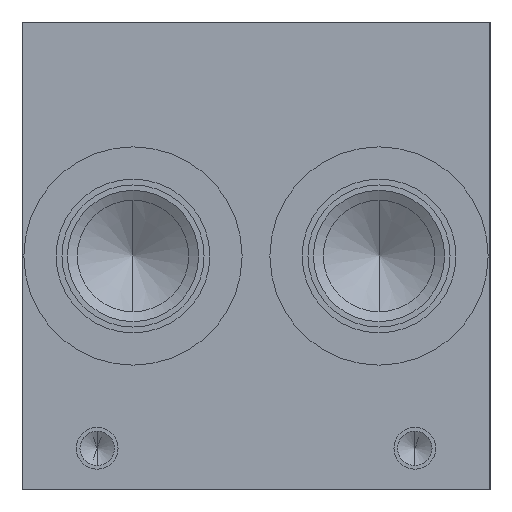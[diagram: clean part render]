
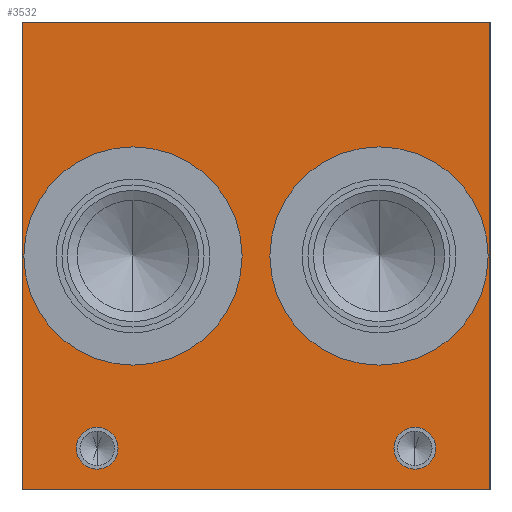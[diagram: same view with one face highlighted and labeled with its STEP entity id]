
A CAD part, left-side view. The second image highlights one B-rep face of the part: STEP entity #3532.
In plain terms, the highlighted planar face has unit normal (-1, 0, 0).
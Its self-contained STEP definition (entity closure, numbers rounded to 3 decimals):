
#1529=CARTESIAN_POINT('',(0.0,0.0,88.9));
#1530=VERTEX_POINT('',#1529);
#1531=CARTESIAN_POINT('',(0.0,88.9,88.9));
#1532=VERTEX_POINT('',#1531);
#1533=CARTESIAN_POINT('',(0.0,0.0,88.9));
#1534=DIRECTION('',(0.0,1.0,0.0));
#1535=VECTOR('',#1534,88.9);
#1536=LINE('',#1533,#1535);
#1537=EDGE_CURVE('',#1530,#1532,#1536,.T.);
#2773=CARTESIAN_POINT('',(0.0,0.0,0.0));
#2774=VERTEX_POINT('',#2773);
#2775=CARTESIAN_POINT('',(0.0,0.0,0.0));
#2776=DIRECTION('',(0.0,0.0,1.0));
#2777=VECTOR('',#2776,88.9);
#2778=LINE('',#2775,#2777);
#2779=EDGE_CURVE('',#2774,#1530,#2778,.T.);
#2818=CARTESIAN_POINT('',(0.0,21.082,65.176));
#2819=VERTEX_POINT('',#2818);
#2820=CARTESIAN_POINT('',(0.0,21.082,44.45));
#2821=DIRECTION('',(1.0,0.0,0.0));
#2822=DIRECTION('',(0.0,-1.0,0.0));
#2823=AXIS2_PLACEMENT_3D('',#2820,#2821,#2822);
#2824=CIRCLE('',#2823,20.726);
#2825=EDGE_CURVE('',#2819,#2819,#2824,.T.);
#3049=CARTESIAN_POINT('',(0.0,67.818,65.176));
#3050=VERTEX_POINT('',#3049);
#3051=CARTESIAN_POINT('',(0.0,67.818,44.45));
#3052=DIRECTION('',(1.0,0.0,0.0));
#3053=DIRECTION('',(0.0,-1.0,0.0));
#3054=AXIS2_PLACEMENT_3D('',#3051,#3052,#3053);
#3055=CIRCLE('',#3054,20.726);
#3056=EDGE_CURVE('',#3050,#3050,#3055,.T.);
#3280=CARTESIAN_POINT('',(0.0,14.275,11.9));
#3281=VERTEX_POINT('',#3280);
#3282=CARTESIAN_POINT('',(0.0,14.275,7.925));
#3283=DIRECTION('',(1.0,0.0,0.0));
#3284=DIRECTION('',(0.0,-1.0,0.0));
#3285=AXIS2_PLACEMENT_3D('',#3282,#3283,#3284);
#3286=CIRCLE('',#3285,3.975);
#3287=EDGE_CURVE('',#3281,#3281,#3286,.T.);
#3391=CARTESIAN_POINT('',(0.0,74.625,11.9));
#3392=VERTEX_POINT('',#3391);
#3393=CARTESIAN_POINT('',(0.0,74.625,7.925));
#3394=DIRECTION('',(1.0,0.0,0.0));
#3395=DIRECTION('',(0.0,-1.0,0.0));
#3396=AXIS2_PLACEMENT_3D('',#3393,#3394,#3395);
#3397=CIRCLE('',#3396,3.975);
#3398=EDGE_CURVE('',#3392,#3392,#3397,.T.);
#3497=CARTESIAN_POINT('',(0.0,0.0,88.9));
#3498=DIRECTION('',(1.0,0.0,0.0));
#3499=DIRECTION('',(0.0,0.0,-1.0));
#3500=AXIS2_PLACEMENT_3D('',#3497,#3498,#3499);
#3501=PLANE('',#3500);
#3502=ORIENTED_EDGE('',*,*,#1537,.T.);
#3503=CARTESIAN_POINT('',(0.0,88.9,0.0));
#3504=VERTEX_POINT('',#3503);
#3505=CARTESIAN_POINT('',(0.0,88.9,0.0));
#3506=DIRECTION('',(0.0,0.0,1.0));
#3507=VECTOR('',#3506,88.9);
#3508=LINE('',#3505,#3507);
#3509=EDGE_CURVE('',#3504,#1532,#3508,.T.);
#3510=ORIENTED_EDGE('',*,*,#3509,.F.);
#3511=CARTESIAN_POINT('',(0.0,88.9,0.0));
#3512=DIRECTION('',(0.0,-1.0,0.0));
#3513=VECTOR('',#3512,88.9);
#3514=LINE('',#3511,#3513);
#3515=EDGE_CURVE('',#3504,#2774,#3514,.T.);
#3516=ORIENTED_EDGE('',*,*,#3515,.T.);
#3517=ORIENTED_EDGE('',*,*,#2779,.T.);
#3518=EDGE_LOOP('',(#3502,#3510,#3516,#3517));
#3519=FACE_OUTER_BOUND('',#3518,.T.);
#3520=ORIENTED_EDGE('',*,*,#2825,.T.);
#3521=EDGE_LOOP('',(#3520));
#3522=FACE_BOUND('',#3521,.T.);
#3523=ORIENTED_EDGE('',*,*,#3056,.T.);
#3524=EDGE_LOOP('',(#3523));
#3525=FACE_BOUND('',#3524,.T.);
#3526=ORIENTED_EDGE('',*,*,#3287,.T.);
#3527=EDGE_LOOP('',(#3526));
#3528=FACE_BOUND('',#3527,.T.);
#3529=ORIENTED_EDGE('',*,*,#3398,.T.);
#3530=EDGE_LOOP('',(#3529));
#3531=FACE_BOUND('',#3530,.T.);
#3532=ADVANCED_FACE('',(#3519,#3522,#3525,#3528,#3531),#3501,.F.);
